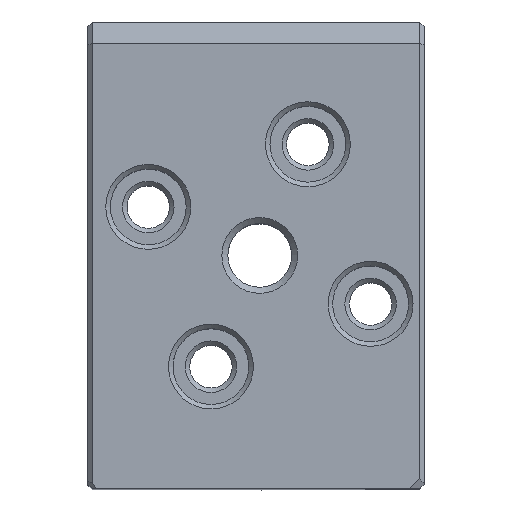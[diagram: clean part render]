
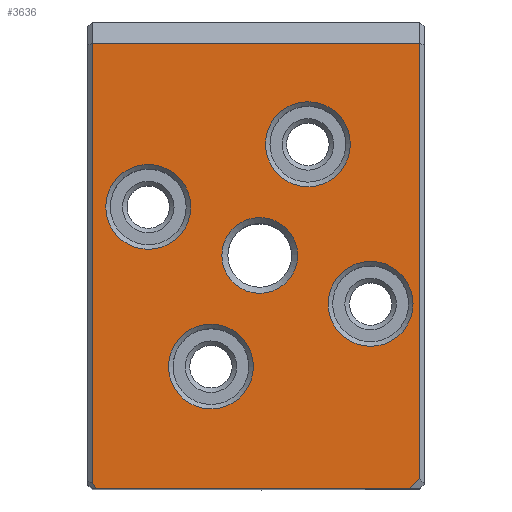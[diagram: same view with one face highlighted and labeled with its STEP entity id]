
A CAD part, top view. The second image highlights one B-rep face of the part: STEP entity #3636.
In plain terms, the highlighted planar face has unit normal (0, 0, 1).
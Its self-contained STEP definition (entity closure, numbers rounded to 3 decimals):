
#90=CIRCLE('',#3843,2.8);
#91=CIRCLE('',#3844,2.8);
#92=CIRCLE('',#3845,2.8);
#93=CIRCLE('',#3846,2.8);
#94=CIRCLE('',#3847,2.5);
#142=FACE_BOUND('',#660,.T.);
#143=FACE_BOUND('',#661,.T.);
#144=FACE_BOUND('',#662,.T.);
#145=FACE_BOUND('',#663,.T.);
#146=FACE_BOUND('',#664,.T.);
#438=FACE_OUTER_BOUND('',#659,.T.);
#659=EDGE_LOOP('',(#3041,#3042,#3043,#3044,#3045,#3046));
#660=EDGE_LOOP('',(#3047));
#661=EDGE_LOOP('',(#3048));
#662=EDGE_LOOP('',(#3049));
#663=EDGE_LOOP('',(#3050));
#664=EDGE_LOOP('',(#3051));
#969=LINE('',#6139,#1326);
#1015=LINE('',#6277,#1372);
#1016=LINE('',#6279,#1373);
#1017=LINE('',#6281,#1374);
#1018=LINE('',#6283,#1375);
#1019=LINE('',#6284,#1376);
#1326=VECTOR('',#4328,20.65);
#1372=VECTOR('',#4458,0.944);
#1373=VECTOR('',#4459,28.733);
#1374=VECTOR('',#4460,21.59);
#1375=VECTOR('',#4461,29.044);
#1376=VECTOR('',#4462,0.448);
#1685=VERTEX_POINT('',#6136);
#1686=VERTEX_POINT('',#6138);
#1726=VERTEX_POINT('',#6276);
#1727=VERTEX_POINT('',#6278);
#1728=VERTEX_POINT('',#6280);
#1729=VERTEX_POINT('',#6282);
#1730=VERTEX_POINT('',#6285);
#1731=VERTEX_POINT('',#6287);
#1732=VERTEX_POINT('',#6289);
#1733=VERTEX_POINT('',#6291);
#1734=VERTEX_POINT('',#6293);
#2117=EDGE_CURVE('',#1686,#1685,#969,.T.);
#2182=EDGE_CURVE('',#1685,#1726,#1015,.T.);
#2183=EDGE_CURVE('',#1726,#1727,#1016,.T.);
#2184=EDGE_CURVE('',#1727,#1728,#1017,.T.);
#2185=EDGE_CURVE('',#1728,#1729,#1018,.T.);
#2186=EDGE_CURVE('',#1686,#1729,#1019,.T.);
#2187=EDGE_CURVE('',#1730,#1730,#90,.T.);
#2188=EDGE_CURVE('',#1731,#1731,#91,.T.);
#2189=EDGE_CURVE('',#1732,#1732,#92,.T.);
#2190=EDGE_CURVE('',#1733,#1733,#93,.T.);
#2191=EDGE_CURVE('',#1734,#1734,#94,.T.);
#3041=ORIENTED_EDGE('',*,*,#2117,.T.);
#3042=ORIENTED_EDGE('',*,*,#2182,.T.);
#3043=ORIENTED_EDGE('',*,*,#2183,.T.);
#3044=ORIENTED_EDGE('',*,*,#2184,.T.);
#3045=ORIENTED_EDGE('',*,*,#2185,.T.);
#3046=ORIENTED_EDGE('',*,*,#2186,.F.);
#3047=ORIENTED_EDGE('',*,*,#2187,.T.);
#3048=ORIENTED_EDGE('',*,*,#2188,.T.);
#3049=ORIENTED_EDGE('',*,*,#2189,.T.);
#3050=ORIENTED_EDGE('',*,*,#2190,.T.);
#3051=ORIENTED_EDGE('',*,*,#2191,.T.);
#3469=PLANE('',#3842);
#3636=ADVANCED_FACE('',(#438,#142,#143,#144,#145,#146),#3469,.F.);
#3842=AXIS2_PLACEMENT_3D('',#6275,#4456,#4457);
#3843=AXIS2_PLACEMENT_3D('',#6286,#4463,#4464);
#3844=AXIS2_PLACEMENT_3D('',#6288,#4465,#4466);
#3845=AXIS2_PLACEMENT_3D('',#6290,#4467,#4468);
#3846=AXIS2_PLACEMENT_3D('',#6292,#4469,#4470);
#3847=AXIS2_PLACEMENT_3D('',#6294,#4471,#4472);
#4328=DIRECTION('',(1.,0.,0.));
#4456=DIRECTION('center_axis',(0.,0.,-1.));
#4457=DIRECTION('ref_axis',(0.,-1.,0.));
#4458=DIRECTION('',(0.707,0.707,0.));
#4459=DIRECTION('',(0.,1.,0.));
#4460=DIRECTION('',(-1.,0.,0.));
#4461=DIRECTION('',(0.,-1.,0.));
#4462=DIRECTION('',(-0.608,0.794,0.));
#4463=DIRECTION('center_axis',(0.,0.,-1.));
#4464=DIRECTION('ref_axis',(1.,0.,0.));
#4465=DIRECTION('center_axis',(0.,0.,-1.));
#4466=DIRECTION('ref_axis',(1.,0.,0.));
#4467=DIRECTION('center_axis',(0.,0.,-1.));
#4468=DIRECTION('ref_axis',(1.,0.,0.));
#4469=DIRECTION('center_axis',(0.,0.,-1.));
#4470=DIRECTION('ref_axis',(1.,0.,0.));
#4471=DIRECTION('center_axis',(0.,0.,-1.));
#4472=DIRECTION('ref_axis',(1.,0.,0.));
#6136=CARTESIAN_POINT('',(12.282,-15.4,62.5));
#6138=CARTESIAN_POINT('',(-8.368,-15.4,62.5));
#6139=CARTESIAN_POINT('',(-8.368,-15.4,62.5));
#6275=CARTESIAN_POINT('Origin',(46.778,14.,62.5));
#6276=CARTESIAN_POINT('',(12.95,-14.733,62.5));
#6277=CARTESIAN_POINT('',(12.282,-15.4,62.5));
#6278=CARTESIAN_POINT('',(12.95,14.,62.5));
#6279=CARTESIAN_POINT('',(12.95,-14.733,62.5));
#6280=CARTESIAN_POINT('',(-8.64,14.,62.5));
#6281=CARTESIAN_POINT('',(12.95,14.,62.5));
#6282=CARTESIAN_POINT('',(-8.64,-15.044,62.5));
#6283=CARTESIAN_POINT('',(-8.64,14.,62.5));
#6284=CARTESIAN_POINT('',(-8.368,-15.4,62.5));
#6285=CARTESIAN_POINT('',(-7.753,3.201,62.5));
#6286=CARTESIAN_POINT('Origin',(-4.953,3.201,62.5));
#6287=CARTESIAN_POINT('',(-3.618,-7.33,62.5));
#6288=CARTESIAN_POINT('Origin',(-0.818,-7.33,62.5));
#6289=CARTESIAN_POINT('',(2.778,7.336,62.5));
#6290=CARTESIAN_POINT('Origin',(5.578,7.336,62.5));
#6291=CARTESIAN_POINT('',(6.914,-3.194,62.5));
#6292=CARTESIAN_POINT('Origin',(9.714,-3.194,62.5));
#6293=CARTESIAN_POINT('',(-0.1,0.,62.5));
#6294=CARTESIAN_POINT('Origin',(2.4,0.,62.5));
